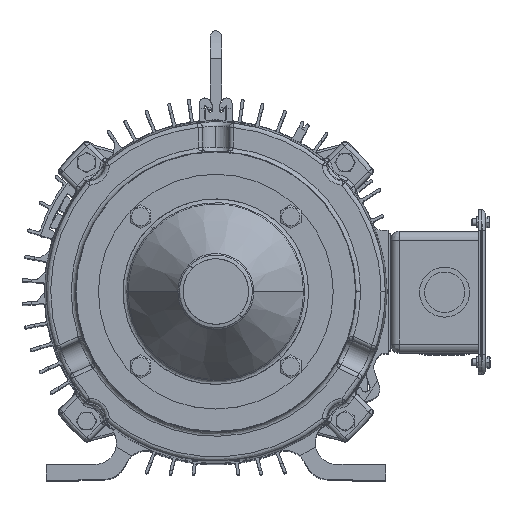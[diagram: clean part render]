
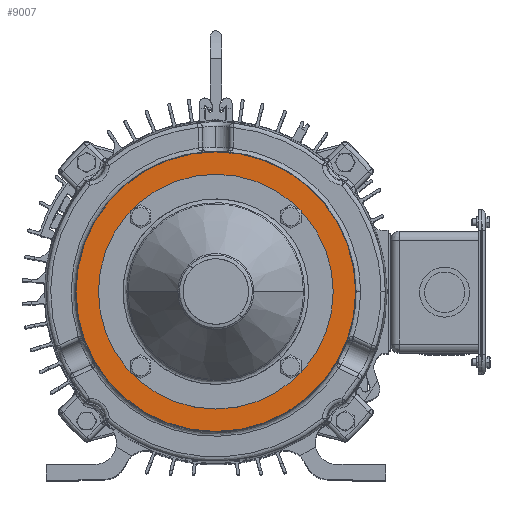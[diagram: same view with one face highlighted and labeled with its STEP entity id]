
A CAD part, top view. The second image highlights one B-rep face of the part: STEP entity #9007.
In plain terms, the highlighted planar face has unit normal (0, 0, 1).
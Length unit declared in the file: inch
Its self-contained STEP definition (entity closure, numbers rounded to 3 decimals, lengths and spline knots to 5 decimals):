
#543 = AXIS2_PLACEMENT_3D ( 'NONE', #56983, #43939, #142310 ) ;
#1662 = CARTESIAN_POINT ( 'NONE',  ( -2.07713, -2.07713, 8.811 ) ) ;
#2488 = EDGE_LOOP ( 'NONE', ( #153771, #107218 ) ) ;
#4800 = FACE_BOUND ( 'NONE', #2488, .T. ) ;
#8873 = ORIENTED_EDGE ( 'NONE', *, *, #41174, .F. ) ;
#9007 = ADVANCED_FACE ( 'NONE', ( #91015, #29211, #13808, #116202, #4800, #63478 ), #150368, .F. ) ;
#9768 = ORIENTED_EDGE ( 'NONE', *, *, #109697, .F. ) ;
#13256 = DIRECTION ( 'NONE',  ( 1., 0., 0. ) ) ;
#13808 = FACE_BOUND ( 'NONE', #60480, .T. ) ;
#14088 = CARTESIAN_POINT ( 'NONE',  ( -2.23313, 2.07713, 8.811 ) ) ;
#15133 = DIRECTION ( 'NONE',  ( 1., 0., 0. ) ) ;
#16629 = DIRECTION ( 'NONE',  ( 1., 0., 0. ) ) ;
#17414 = EDGE_CURVE ( 'NONE', #72803, #74211, #21059, .T. ) ;
#19358 = ORIENTED_EDGE ( 'NONE', *, *, #148518, .F. ) ;
#19765 = CARTESIAN_POINT ( 'NONE',  ( 2.23313, -2.07713, 8.811 ) ) ;
#20034 = DIRECTION ( 'NONE',  ( 0., 0., 1. ) ) ;
#21059 = CIRCLE ( 'NONE', #41842, 2.24925 ) ;
#22487 = EDGE_LOOP ( 'NONE', ( #8873, #81620 ) ) ;
#24483 = EDGE_LOOP ( 'NONE', ( #125583, #152811 ) ) ;
#29211 = FACE_BOUND ( 'NONE', #22487, .T. ) ;
#31178 = CARTESIAN_POINT ( 'NONE',  ( 3.87113, 0., 8.811 ) ) ;
#34673 = CARTESIAN_POINT ( 'NONE',  ( -2.07713, 2.07713, 8.811 ) ) ;
#37815 = EDGE_LOOP ( 'NONE', ( #86626, #150623 ) ) ;
#39155 = VERTEX_POINT ( 'NONE', #72856 ) ;
#39307 = CIRCLE ( 'NONE', #140461, 0.156 ) ;
#41174 = EDGE_CURVE ( 'NONE', #74211, #72803, #139059, .T. ) ;
#41710 = CARTESIAN_POINT ( 'NONE',  ( 2.07713, -2.07713, 8.811 ) ) ;
#41775 = VERTEX_POINT ( 'NONE', #78730 ) ;
#41842 = AXIS2_PLACEMENT_3D ( 'NONE', #62118, #49870, #151410 ) ;
#43026 = DIRECTION ( 'NONE',  ( -1., 0., 0. ) ) ;
#43939 = DIRECTION ( 'NONE',  ( 0., 0., 1. ) ) ;
#45240 = DIRECTION ( 'NONE',  ( 1., 0., 0. ) ) ;
#46222 = CARTESIAN_POINT ( 'NONE',  ( 0., 4.5734, 8.811 ) ) ;
#49870 = DIRECTION ( 'NONE',  ( 0., 0., 1. ) ) ;
#50460 = AXIS2_PLACEMENT_3D ( 'NONE', #159068, #121674, #106274 ) ;
#50793 = VERTEX_POINT ( 'NONE', #14088 ) ;
#51255 = DIRECTION ( 'NONE',  ( 0., 0., 1. ) ) ;
#51732 = AXIS2_PLACEMENT_3D ( 'NONE', #46222, #154367, #43026 ) ;
#52206 = CARTESIAN_POINT ( 'NONE',  ( 2.07713, 2.07713, 8.811 ) ) ;
#56482 = EDGE_CURVE ( 'NONE', #137673, #92177, #39307, .T. ) ;
#56969 = CIRCLE ( 'NONE', #95826, 0.156 ) ;
#56983 = CARTESIAN_POINT ( 'NONE',  ( 2.07713, -2.07713, 8.811 ) ) ;
#60480 = EDGE_LOOP ( 'NONE', ( #19358, #71843 ) ) ;
#62118 = CARTESIAN_POINT ( 'NONE',  ( 0., 0., 8.811 ) ) ;
#63478 = FACE_BOUND ( 'NONE', #150401, .T. ) ;
#65490 = EDGE_CURVE ( 'NONE', #96143, #129476, #120938, .T. ) ;
#65817 = CIRCLE ( 'NONE', #543, 0.156 ) ;
#66916 = VERTEX_POINT ( 'NONE', #19765 ) ;
#68753 = AXIS2_PLACEMENT_3D ( 'NONE', #41710, #88933, #139306 ) ;
#71843 = ORIENTED_EDGE ( 'NONE', *, *, #73496, .F. ) ;
#72803 = VERTEX_POINT ( 'NONE', #105456 ) ;
#72856 = CARTESIAN_POINT ( 'NONE',  ( 1.92113, -2.07713, 8.811 ) ) ;
#73496 = EDGE_CURVE ( 'NONE', #50793, #142208, #127536, .T. ) ;
#74211 = VERTEX_POINT ( 'NONE', #142667 ) ;
#74262 = AXIS2_PLACEMENT_3D ( 'NONE', #89078, #76933, #16629 ) ;
#76641 = DIRECTION ( 'NONE',  ( 1., 0., 0. ) ) ;
#76933 = DIRECTION ( 'NONE',  ( 0., 0., 1. ) ) ;
#78730 = CARTESIAN_POINT ( 'NONE',  ( 1.92113, 2.07713, 8.811 ) ) ;
#78915 = DIRECTION ( 'NONE',  ( 0., 0., 1. ) ) ;
#80902 = CIRCLE ( 'NONE', #122383, 0.156 ) ;
#81620 = ORIENTED_EDGE ( 'NONE', *, *, #17414, .F. ) ;
#82145 = CIRCLE ( 'NONE', #157388, 0.156 ) ;
#83287 = CIRCLE ( 'NONE', #135165, 3.87113 ) ;
#86626 = ORIENTED_EDGE ( 'NONE', *, *, #65490, .F. ) ;
#86860 = CARTESIAN_POINT ( 'NONE',  ( -1.92113, 2.07713, 8.811 ) ) ;
#88933 = DIRECTION ( 'NONE',  ( 0., 0., 1. ) ) ;
#89078 = CARTESIAN_POINT ( 'NONE',  ( 0., 0., 8.811 ) ) ;
#91015 = FACE_OUTER_BOUND ( 'NONE', #37815, .T. ) ;
#91586 = AXIS2_PLACEMENT_3D ( 'NONE', #129252, #117875, #120250 ) ;
#92177 = VERTEX_POINT ( 'NONE', #141217 ) ;
#95826 = AXIS2_PLACEMENT_3D ( 'NONE', #1662, #51255, #98464 ) ;
#96143 = VERTEX_POINT ( 'NONE', #31178 ) ;
#98464 = DIRECTION ( 'NONE',  ( 1., 0., 0. ) ) ;
#102540 = ORIENTED_EDGE ( 'NONE', *, *, #157870, .F. ) ;
#105456 = CARTESIAN_POINT ( 'NONE',  ( -2.24925, 0., 8.811 ) ) ;
#106274 = DIRECTION ( 'NONE',  ( 1., 0., 0. ) ) ;
#107218 = ORIENTED_EDGE ( 'NONE', *, *, #107957, .F. ) ;
#107957 = EDGE_CURVE ( 'NONE', #39155, #66916, #138769, .T. ) ;
#109697 = EDGE_CURVE ( 'NONE', #41775, #130085, #143859, .T. ) ;
#112729 = DIRECTION ( 'NONE',  ( 0., 0., -1. ) ) ;
#115125 = CARTESIAN_POINT ( 'NONE',  ( 2.23313, 2.07713, 8.811 ) ) ;
#116202 = FACE_BOUND ( 'NONE', #24483, .T. ) ;
#117875 = DIRECTION ( 'NONE',  ( 0., 0., 1. ) ) ;
#120250 = DIRECTION ( 'NONE',  ( 1., 0., 0. ) ) ;
#120819 = AXIS2_PLACEMENT_3D ( 'NONE', #151686, #112729, #15133 ) ;
#120938 = CIRCLE ( 'NONE', #120819, 3.87113 ) ;
#121674 = DIRECTION ( 'NONE',  ( 0., 0., 1. ) ) ;
#122383 = AXIS2_PLACEMENT_3D ( 'NONE', #34673, #20034, #45240 ) ;
#123783 = CARTESIAN_POINT ( 'NONE',  ( -3.87113, 0., 8.811 ) ) ;
#124565 = DIRECTION ( 'NONE',  ( 0., 0., 1. ) ) ;
#125583 = ORIENTED_EDGE ( 'NONE', *, *, #56482, .F. ) ;
#127536 = CIRCLE ( 'NONE', #91586, 0.156 ) ;
#129252 = CARTESIAN_POINT ( 'NONE',  ( -2.07713, 2.07713, 8.811 ) ) ;
#129476 = VERTEX_POINT ( 'NONE', #123783 ) ;
#130085 = VERTEX_POINT ( 'NONE', #115125 ) ;
#130376 = EDGE_CURVE ( 'NONE', #92177, #137673, #56969, .T. ) ;
#132044 = DIRECTION ( 'NONE',  ( 0., 0., -1. ) ) ;
#132201 = EDGE_CURVE ( 'NONE', #129476, #96143, #83287, .T. ) ;
#135165 = AXIS2_PLACEMENT_3D ( 'NONE', #145845, #132044, #157228 ) ;
#137673 = VERTEX_POINT ( 'NONE', #140806 ) ;
#138769 = CIRCLE ( 'NONE', #68753, 0.156 ) ;
#139059 = CIRCLE ( 'NONE', #74262, 2.24925 ) ;
#139306 = DIRECTION ( 'NONE',  ( 1., 0., 0. ) ) ;
#140461 = AXIS2_PLACEMENT_3D ( 'NONE', #149811, #78915, #13256 ) ;
#140806 = CARTESIAN_POINT ( 'NONE',  ( -1.92113, -2.07713, 8.811 ) ) ;
#141217 = CARTESIAN_POINT ( 'NONE',  ( -2.23313, -2.07713, 8.811 ) ) ;
#142208 = VERTEX_POINT ( 'NONE', #86860 ) ;
#142310 = DIRECTION ( 'NONE',  ( 1., 0., 0. ) ) ;
#142667 = CARTESIAN_POINT ( 'NONE',  ( 2.24925, 0., 8.811 ) ) ;
#143859 = CIRCLE ( 'NONE', #50460, 0.156 ) ;
#145845 = CARTESIAN_POINT ( 'NONE',  ( 0., 0., 8.811 ) ) ;
#148518 = EDGE_CURVE ( 'NONE', #142208, #50793, #80902, .T. ) ;
#149811 = CARTESIAN_POINT ( 'NONE',  ( -2.07713, -2.07713, 8.811 ) ) ;
#150368 = PLANE ( 'NONE',  #51732 ) ;
#150401 = EDGE_LOOP ( 'NONE', ( #102540, #9768 ) ) ;
#150623 = ORIENTED_EDGE ( 'NONE', *, *, #132201, .F. ) ;
#150755 = EDGE_CURVE ( 'NONE', #66916, #39155, #65817, .T. ) ;
#151410 = DIRECTION ( 'NONE',  ( 1., 0., 0. ) ) ;
#151686 = CARTESIAN_POINT ( 'NONE',  ( 0., 0., 8.811 ) ) ;
#152811 = ORIENTED_EDGE ( 'NONE', *, *, #130376, .F. ) ;
#153771 = ORIENTED_EDGE ( 'NONE', *, *, #150755, .F. ) ;
#154367 = DIRECTION ( 'NONE',  ( 0., 0., -1. ) ) ;
#157228 = DIRECTION ( 'NONE',  ( 1., 0., 0. ) ) ;
#157388 = AXIS2_PLACEMENT_3D ( 'NONE', #52206, #124565, #76641 ) ;
#157870 = EDGE_CURVE ( 'NONE', #130085, #41775, #82145, .T. ) ;
#159068 = CARTESIAN_POINT ( 'NONE',  ( 2.07713, 2.07713, 8.811 ) ) ;
